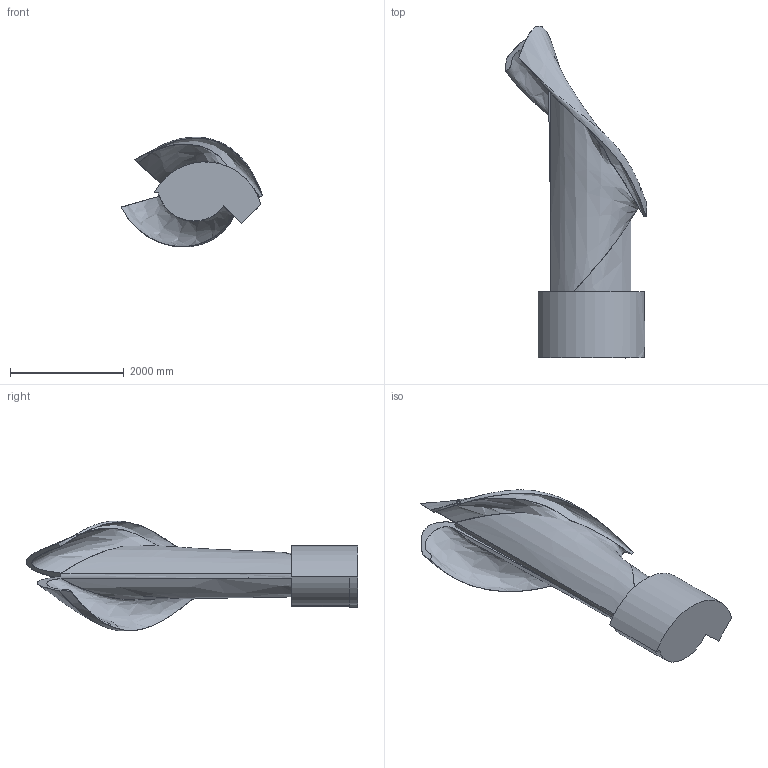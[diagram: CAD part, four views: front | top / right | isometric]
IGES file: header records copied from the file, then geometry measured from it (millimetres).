
Start section:  PTC IGES file: calalilly.igs
Global section: file name: calalilly.igs; native system: Pro/ENGINEER by Parametric Technology Corporation; preprocessor: 2007170; author: taruns; organization: Unknown; date: 20120628.071246; units: inch
Bounding box: 2494.17 x 5847.71 x 1935.28 mm (x, y, z)
Surface area: 41256480.4 mm2 (no closed solid volume)
Topology: 0 solids, 0 shells, 42 faces, 246 edges, 246 vertices
Faces by surface type: bspline 35, revolution 7
